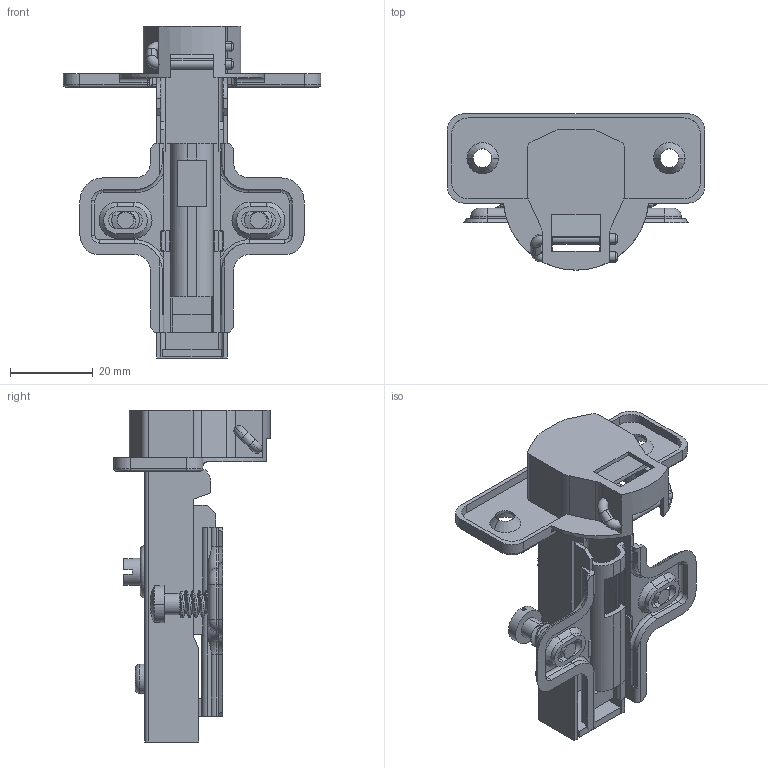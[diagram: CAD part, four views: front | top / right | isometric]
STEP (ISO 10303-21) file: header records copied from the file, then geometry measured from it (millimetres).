
FILE_DESCRIPTION (( 'STEP AP214' ), '1' );
FILE_NAME ('F000124-CLOSE_3D.step', '2022-11-21T17:58:33', ( '' ), ( '' ), 'SwSTEP 2.0', 'SolidWorks 2020', '' );
FILE_SCHEMA (( 'AUTOMOTIVE_DESIGN' ));
Length unit declared in the file: millimetre
Products named in the file (8): Podlozka_NC20; F000123-raminko; F000124-CLOSE_3D; Vidlice; EUROVRUT; Spoj raminka miska; Miska; 鋀p
Assembly tree (8 placements, depth 2):
  F000124-CLOSE_3D
    F000123-raminko
    Miska
    鋀p
    Vidlice
    Spoj raminka miska
    Podlozka_NC20
    EUROVRUT  x2
Bounding box: 62 x 37.7 x 80 mm (x, y, z)
Volume: 10763.3 mm3; surface area: 20746.4 mm2
Topology: 11 solids, 11 shells, 682 faces, 1815 edges, 1154 vertices
Faces by surface type: plane 358, cylinder 222, torus 41, cone 40, bspline 18, sphere 3
Entity records: 20766 total; most frequent: CARTESIAN_POINT 4988, DIRECTION 3258, ORIENTED_EDGE 3254, EDGE_CURVE 1627, AXIS2_PLACEMENT_3D 1125, VERTEX_POINT 1033, VECTOR 1008, LINE 1008
